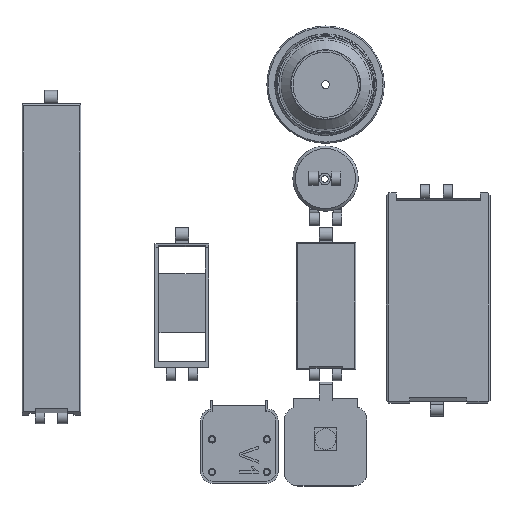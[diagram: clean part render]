
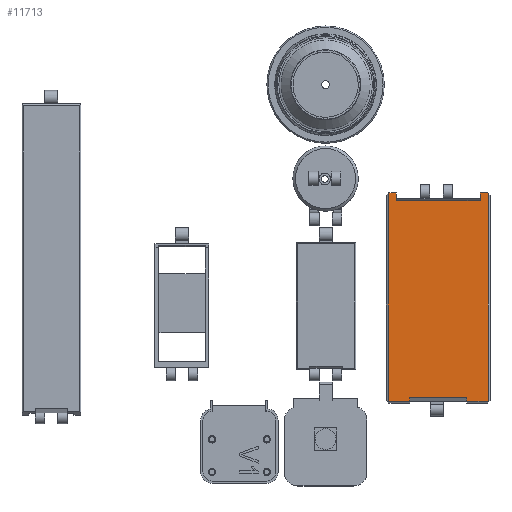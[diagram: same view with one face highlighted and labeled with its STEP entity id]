
A CAD part, top view. The second image highlights one B-rep face of the part: STEP entity #11713.
In plain terms, the highlighted planar face has unit normal (0, 0, 1).
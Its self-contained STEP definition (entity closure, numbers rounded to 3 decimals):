
#645=PLANE('',#12553);
#1250=FACE_OUTER_BOUND('',#2005,.T.);
#2005=EDGE_LOOP('',(#10101,#10102,#10103,#10104,#10105,#10106,#10107,#10108,
#10109,#10110,#10111,#10112,#10113,#10114));
#3068=LINE('',#19050,#4348);
#3071=LINE('',#19057,#4351);
#3077=LINE('',#19069,#4357);
#3078=LINE('',#19073,#4358);
#3083=LINE('',#19082,#4363);
#3084=LINE('',#19084,#4364);
#3085=LINE('',#19086,#4365);
#3086=LINE('',#19088,#4366);
#3087=LINE('',#19090,#4367);
#3088=LINE('',#19092,#4368);
#3089=LINE('',#19094,#4369);
#3090=LINE('',#19095,#4370);
#3091=LINE('',#19096,#4371);
#3092=LINE('',#19097,#4372);
#4348=VECTOR('',#14902,10.);
#4351=VECTOR('',#14907,10.);
#4357=VECTOR('',#14915,10.);
#4358=VECTOR('',#14918,16.55);
#4363=VECTOR('',#14925,10.);
#4364=VECTOR('',#14926,10.);
#4365=VECTOR('',#14927,16.55);
#4366=VECTOR('',#14928,17.863);
#4367=VECTOR('',#14929,16.55);
#4368=VECTOR('',#14930,17.863);
#4369=VECTOR('',#14931,16.55);
#4370=VECTOR('',#14932,17.863);
#4371=VECTOR('',#14933,10.);
#4372=VECTOR('',#14934,10.);
#5850=VERTEX_POINT('',#19047);
#5851=VERTEX_POINT('',#19049);
#5853=VERTEX_POINT('',#19054);
#5854=VERTEX_POINT('',#19056);
#5856=VERTEX_POINT('',#19062);
#5859=VERTEX_POINT('',#19067);
#5860=VERTEX_POINT('',#19071);
#5861=VERTEX_POINT('',#19072);
#5865=VERTEX_POINT('',#19083);
#5866=VERTEX_POINT('',#19085);
#5867=VERTEX_POINT('',#19087);
#5868=VERTEX_POINT('',#19089);
#5869=VERTEX_POINT('',#19091);
#5870=VERTEX_POINT('',#19093);
#7328=EDGE_CURVE('',#5851,#5850,#3068,.T.);
#7331=EDGE_CURVE('',#5853,#5854,#3071,.T.);
#7337=EDGE_CURVE('',#5859,#5856,#3077,.T.);
#7338=EDGE_CURVE('',#5860,#5861,#3078,.T.);
#7343=EDGE_CURVE('',#5850,#5856,#3083,.T.);
#7344=EDGE_CURVE('',#5865,#5859,#3084,.T.);
#7345=EDGE_CURVE('',#5866,#5865,#3085,.T.);
#7346=EDGE_CURVE('',#5867,#5866,#3086,.T.);
#7347=EDGE_CURVE('',#5868,#5867,#3087,.T.);
#7348=EDGE_CURVE('',#5869,#5868,#3088,.T.);
#7349=EDGE_CURVE('',#5869,#5870,#3089,.T.);
#7350=EDGE_CURVE('',#5861,#5870,#3090,.T.);
#7351=EDGE_CURVE('',#5854,#5860,#3091,.T.);
#7352=EDGE_CURVE('',#5853,#5851,#3092,.T.);
#10101=ORIENTED_EDGE('',*,*,#7343,.T.);
#10102=ORIENTED_EDGE('',*,*,#7337,.F.);
#10103=ORIENTED_EDGE('',*,*,#7344,.F.);
#10104=ORIENTED_EDGE('',*,*,#7345,.F.);
#10105=ORIENTED_EDGE('',*,*,#7346,.F.);
#10106=ORIENTED_EDGE('',*,*,#7347,.F.);
#10107=ORIENTED_EDGE('',*,*,#7348,.F.);
#10108=ORIENTED_EDGE('',*,*,#7349,.T.);
#10109=ORIENTED_EDGE('',*,*,#7350,.F.);
#10110=ORIENTED_EDGE('',*,*,#7338,.F.);
#10111=ORIENTED_EDGE('',*,*,#7351,.F.);
#10112=ORIENTED_EDGE('',*,*,#7331,.F.);
#10113=ORIENTED_EDGE('',*,*,#7352,.T.);
#10114=ORIENTED_EDGE('',*,*,#7328,.T.);
#11713=ADVANCED_FACE('',(#1250),#645,.T.);
#12553=AXIS2_PLACEMENT_3D('',#19081,#14923,#14924);
#14902=DIRECTION('',(-1.,0.,0.));
#14907=DIRECTION('',(1.,0.,0.));
#14915=DIRECTION('',(1.,0.,0.));
#14918=DIRECTION('',(0.,-1.,0.));
#14923=DIRECTION('center_axis',(0.,0.,
1.));
#14924=DIRECTION('ref_axis',(1.,0.,0.));
#14925=DIRECTION('',(0.,1.,0.));
#14926=DIRECTION('',(0.707,0.707,0.));
#14927=DIRECTION('',(0.,1.,0.));
#14928=DIRECTION('',(-1.,0.,0.));
#14929=DIRECTION('',(0.,-1.,0.));
#14930=DIRECTION('',(-1.,0.,0.));
#14931=DIRECTION('',(0.,-1.,0.));
#14932=DIRECTION('',(-1.,0.,0.));
#14933=DIRECTION('',(0.707,-0.707,0.));
#14934=DIRECTION('',(0.,-1.,0.));
#19047=CARTESIAN_POINT('',(23.178,5.512,-93.007));
#19049=CARTESIAN_POINT('',(55.332,5.512,-93.007));
#19050=CARTESIAN_POINT('',(45.346,5.512,-93.007));
#19054=CARTESIAN_POINT('',(55.332,8.512,-93.007));
#19056=CARTESIAN_POINT('',(58.109,8.512,-93.007));
#19057=CARTESIAN_POINT('',(47.601,8.512,-93.007));
#19062=CARTESIAN_POINT('',(23.178,8.512,-93.007));
#19067=CARTESIAN_POINT('',(20.401,8.512,-93.007));
#19069=CARTESIAN_POINT('',(47.601,8.512,-93.007));
#19071=CARTESIAN_POINT('',(58.395,8.227,-93.007));
#19072=CARTESIAN_POINT('',(58.395,-71.297,-93.007));
#19073=CARTESIAN_POINT('',(58.395,-11.606,-93.007));
#19081=CARTESIAN_POINT('Origin',(51.437,-31.724,-93.007));
#19082=CARTESIAN_POINT('',(23.178,-12.356,-93.007));
#19083=CARTESIAN_POINT('',(20.115,8.227,-93.007));
#19084=CARTESIAN_POINT('',(17.851,5.962,-93.007));
#19085=CARTESIAN_POINT('',(20.115,-71.297,-93.007));
#19086=CARTESIAN_POINT('',(20.115,-51.841,-93.007));
#19087=CARTESIAN_POINT('',(28.358,-71.297,-93.007));
#19088=CARTESIAN_POINT('',(39.898,-71.297,-93.007));
#19089=CARTESIAN_POINT('',(28.358,-69.973,-93.007));
#19090=CARTESIAN_POINT('',(28.358,-70.635,-93.007));
#19091=CARTESIAN_POINT('',(50.241,-69.973,-93.007));
#19092=CARTESIAN_POINT('',(50.839,-69.973,-93.007));
#19093=CARTESIAN_POINT('',(50.241,-71.297,-93.007));
#19094=CARTESIAN_POINT('',(50.241,-70.635,-93.007));
#19095=CARTESIAN_POINT('',(55.273,-71.297,-93.007));
#19096=CARTESIAN_POINT('',(66.75,-0.129,-93.007));
#19097=CARTESIAN_POINT('',(55.332,-12.356,-93.007));
